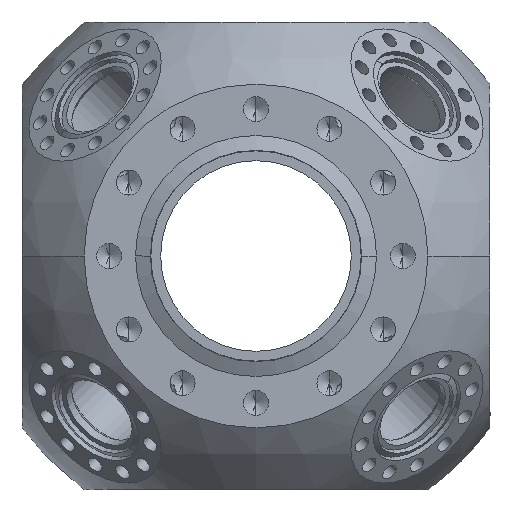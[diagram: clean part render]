
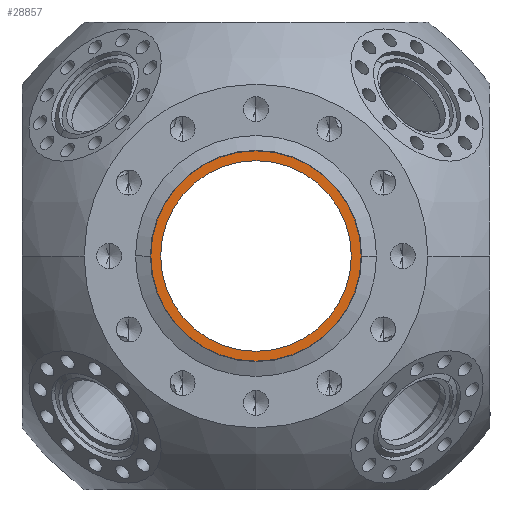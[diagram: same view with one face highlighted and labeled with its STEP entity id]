
A CAD part, front view. The second image highlights one B-rep face of the part: STEP entity #28857.
In plain terms, the highlighted planar face has unit normal (0, -1, 0).
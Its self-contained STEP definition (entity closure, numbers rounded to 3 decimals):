
#581 = CARTESIAN_POINT ( 'NONE',  ( 0., -45.25, 19.05 ) ) ;
#1227 = DIRECTION ( 'NONE',  ( 0., -1., 0. ) ) ;
#2017 = EDGE_CURVE ( 'NONE', #30698, #26490, #26347, .T. ) ;
#2623 = AXIS2_PLACEMENT_3D ( 'NONE', #9259, #28232, #19643 ) ;
#3847 = FACE_BOUND ( 'NONE', #9602, .T. ) ;
#4448 = DIRECTION ( 'NONE',  ( 1., 0., 0. ) ) ;
#4541 = FACE_OUTER_BOUND ( 'NONE', #10620, .T. ) ;
#5921 = CARTESIAN_POINT ( 'NONE',  ( 21.013, -45.25, 0. ) ) ;
#6680 = CIRCLE ( 'NONE', #11169, 19.05 ) ;
#7009 = PLANE ( 'NONE',  #21848 ) ;
#8177 = ORIENTED_EDGE ( 'NONE', *, *, #19895, .T. ) ;
#8566 = DIRECTION ( 'NONE',  ( 0., -1., 0. ) ) ;
#9259 = CARTESIAN_POINT ( 'NONE',  ( 0., -45.25, 0. ) ) ;
#9602 = EDGE_LOOP ( 'NONE', ( #27906, #32893 ) ) ;
#10620 = EDGE_LOOP ( 'NONE', ( #8177, #21505 ) ) ;
#11169 = AXIS2_PLACEMENT_3D ( 'NONE', #11369, #8566, #27367 ) ;
#11369 = CARTESIAN_POINT ( 'NONE',  ( 0., -45.25, 0. ) ) ;
#15288 = CARTESIAN_POINT ( 'NONE',  ( -21.013, -45.25, 0. ) ) ;
#15629 = VERTEX_POINT ( 'NONE', #581 ) ;
#16642 = CARTESIAN_POINT ( 'NONE',  ( 0., -45.25, -19.05 ) ) ;
#17579 = DIRECTION ( 'NONE',  ( 1., 0., 0. ) ) ;
#18040 = CARTESIAN_POINT ( 'NONE',  ( 0., -45.25, 0. ) ) ;
#19643 = DIRECTION ( 'NONE',  ( 1., 0., 0. ) ) ;
#19895 = EDGE_CURVE ( 'NONE', #26490, #30698, #33435, .T. ) ;
#21505 = ORIENTED_EDGE ( 'NONE', *, *, #2017, .T. ) ;
#21848 = AXIS2_PLACEMENT_3D ( 'NONE', #15288, #1227, #17579 ) ;
#22221 = CIRCLE ( 'NONE', #24460, 19.05 ) ;
#22959 = AXIS2_PLACEMENT_3D ( 'NONE', #31475, #34277, #4448 ) ;
#24460 = AXIS2_PLACEMENT_3D ( 'NONE', #18040, #28209, #33978 ) ;
#25431 = EDGE_CURVE ( 'NONE', #29332, #15629, #22221, .T. ) ;
#26347 = CIRCLE ( 'NONE', #22959, 21.013 ) ;
#26490 = VERTEX_POINT ( 'NONE', #5921 ) ;
#27367 = DIRECTION ( 'NONE',  ( 1., 0., 0. ) ) ;
#27906 = ORIENTED_EDGE ( 'NONE', *, *, #25431, .F. ) ;
#28209 = DIRECTION ( 'NONE',  ( 0., -1., 0. ) ) ;
#28232 = DIRECTION ( 'NONE',  ( 0., -1., 0. ) ) ;
#28506 = EDGE_CURVE ( 'NONE', #15629, #29332, #6680, .T. ) ;
#28857 = ADVANCED_FACE ( 'NONE', ( #3847, #4541 ), #7009, .T. ) ;
#29332 = VERTEX_POINT ( 'NONE', #16642 ) ;
#30698 = VERTEX_POINT ( 'NONE', #34086 ) ;
#31475 = CARTESIAN_POINT ( 'NONE',  ( 0., -45.25, 0. ) ) ;
#32893 = ORIENTED_EDGE ( 'NONE', *, *, #28506, .F. ) ;
#33435 = CIRCLE ( 'NONE', #2623, 21.013 ) ;
#33978 = DIRECTION ( 'NONE',  ( 1., 0., 0. ) ) ;
#34086 = CARTESIAN_POINT ( 'NONE',  ( -21.013, -45.25, 0. ) ) ;
#34277 = DIRECTION ( 'NONE',  ( 0., -1., 0. ) ) ;
